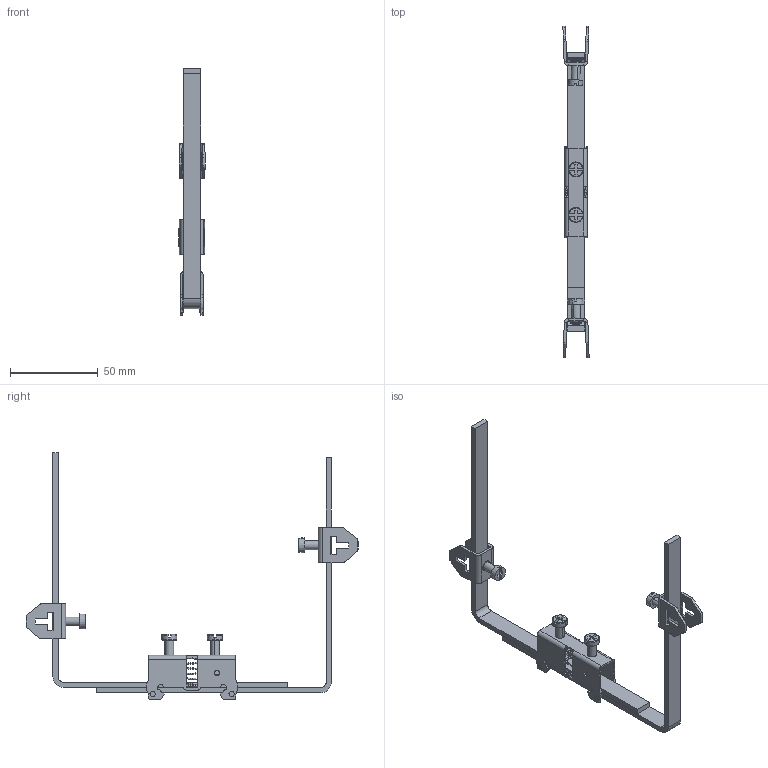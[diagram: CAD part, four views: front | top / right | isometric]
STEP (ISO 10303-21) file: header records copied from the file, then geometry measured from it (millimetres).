
FILE_DESCRIPTION(('CATIA V5 STEP Exchange','CAx-IF Rec.Pracs.--- Model Styling and Organization---1.5--- 2016-08-15','CAx-IF Rec.Pracs.---Supplemental Geometry---1.0---2011-11-01','CAx-IF Rec.Pracs.--- Composite Materials ---1.1---2010-07-15'),'2;1');
FILE_NAME ('005960-1_1', '2025-09-19T07:21:19+00:00', ('none'), ('Weidmueller'), 'CATIA Version 5-6 Release 2024 SP4', 'CATIA V5 STEP AP214 v3', 'none');
FILE_SCHEMA(('AUTOMOTIVE_DESIGN { 1 0 10303 214 1 1 1 1 }'));
Length unit declared in the file: millimetre
Products named in the file (1): 1083100000
Bounding box: 15.01 x 189.57 x 140.8 mm (x, y, z)
Volume: 23007.7 mm3; surface area: 25157.3 mm2
Topology: 7 solids, 7 shells, 432 faces, 1192 edges, 786 vertices
Faces by surface type: plane 221, cylinder 159, torus 40, cone 12
Entity records: 13152 total; most frequent: CARTESIAN_POINT 2899, ORIENTED_EDGE 2384, DIRECTION 1642, EDGE_CURVE 1192, VERTEX_POINT 786, AXIS2_PLACEMENT_3D 703, VECTOR 678, LINE 678
